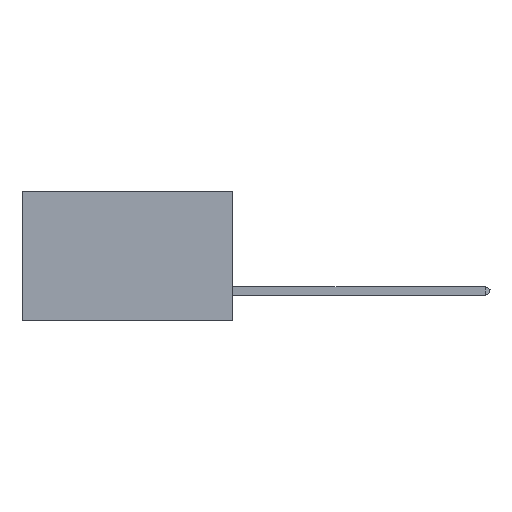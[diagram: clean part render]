
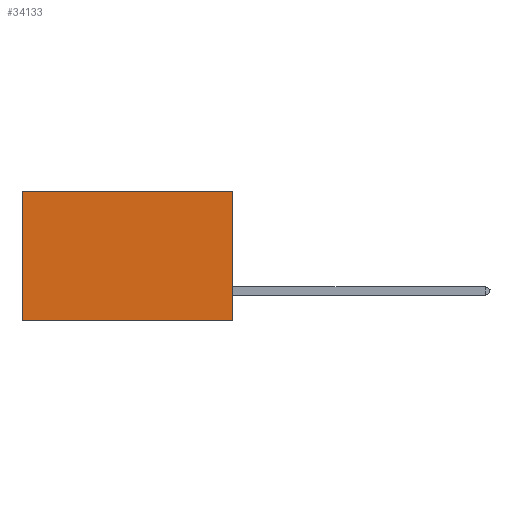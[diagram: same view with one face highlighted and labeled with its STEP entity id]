
A CAD part, left-side view. The second image highlights one B-rep face of the part: STEP entity #34133.
In plain terms, the highlighted planar face has unit normal (-1, 0, 0).
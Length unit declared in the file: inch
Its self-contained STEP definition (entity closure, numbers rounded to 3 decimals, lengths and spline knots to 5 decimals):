
#411 = CARTESIAN_POINT ( 'NONE',  ( 0.2875, 0., -0.37 ) ) ;
#741 = VECTOR ( 'NONE', #16497, 39.37008 ) ;
#873 = VERTEX_POINT ( 'NONE', #15422 ) ;
#1942 = FACE_OUTER_BOUND ( 'NONE', #22932, .T. ) ;
#3619 = LINE ( 'NONE', #34594, #741 ) ;
#4868 = EDGE_CURVE ( 'NONE', #873, #11260, #9201, .T. ) ;
#5073 = DIRECTION ( 'NONE',  ( 1., 0., 0. ) ) ;
#6257 = CARTESIAN_POINT ( 'NONE',  ( 0.2875, 0., 0. ) ) ;
#7770 = CARTESIAN_POINT ( 'NONE',  ( 0.2875, 0., 0. ) ) ;
#8967 = DIRECTION ( 'NONE',  ( 0., 1., 0. ) ) ;
#9057 = CARTESIAN_POINT ( 'NONE',  ( 0.2875, 0.6, -0.37 ) ) ;
#9201 = LINE ( 'NONE', #7770, #18635 ) ;
#10022 = AXIS2_PLACEMENT_3D ( 'NONE', #14062, #5073, #33062 ) ;
#10081 = EDGE_CURVE ( 'NONE', #28912, #26182, #15322, .T. ) ;
#11260 = VERTEX_POINT ( 'NONE', #35496 ) ;
#12975 = ORIENTED_EDGE ( 'NONE', *, *, #10081, .F. ) ;
#14062 = CARTESIAN_POINT ( 'NONE',  ( 0.2875, 0., 0. ) ) ;
#14089 = CARTESIAN_POINT ( 'NONE',  ( 0.2875, 0., -0.37 ) ) ;
#15322 = LINE ( 'NONE', #411, #37017 ) ;
#15422 = CARTESIAN_POINT ( 'NONE',  ( 0.2875, 0., 0. ) ) ;
#16497 = DIRECTION ( 'NONE',  ( 0., 0., -1. ) ) ;
#17175 = EDGE_CURVE ( 'NONE', #873, #28912, #26223, .T. ) ;
#18200 = VECTOR ( 'NONE', #36812, 39.37008 ) ;
#18635 = VECTOR ( 'NONE', #19301, 39.37008 ) ;
#19301 = DIRECTION ( 'NONE',  ( 0., 1., 0. ) ) ;
#22932 = EDGE_LOOP ( 'NONE', ( #30934, #12975, #37059, #28913 ) ) ;
#26182 = VERTEX_POINT ( 'NONE', #9057 ) ;
#26223 = LINE ( 'NONE', #6257, #18200 ) ;
#28912 = VERTEX_POINT ( 'NONE', #14089 ) ;
#28913 = ORIENTED_EDGE ( 'NONE', *, *, #4868, .T. ) ;
#30934 = ORIENTED_EDGE ( 'NONE', *, *, #38142, .T. ) ;
#33062 = DIRECTION ( 'NONE',  ( 0., 0., -1. ) ) ;
#34133 = ADVANCED_FACE ( 'NONE', ( #1942 ), #35460, .F. ) ;
#34594 = CARTESIAN_POINT ( 'NONE',  ( 0.2875, 0.6, 0. ) ) ;
#35460 = PLANE ( 'NONE',  #10022 ) ;
#35496 = CARTESIAN_POINT ( 'NONE',  ( 0.2875, 0.6, 0. ) ) ;
#36812 = DIRECTION ( 'NONE',  ( 0., 0., -1. ) ) ;
#37017 = VECTOR ( 'NONE', #8967, 39.37008 ) ;
#37059 = ORIENTED_EDGE ( 'NONE', *, *, #17175, .F. ) ;
#38142 = EDGE_CURVE ( 'NONE', #11260, #26182, #3619, .T. ) ;
